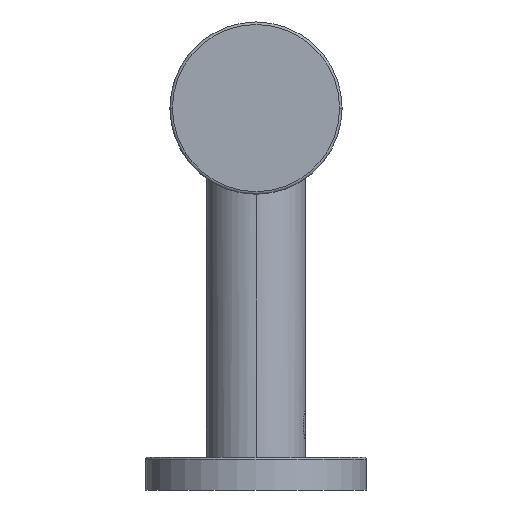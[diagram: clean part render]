
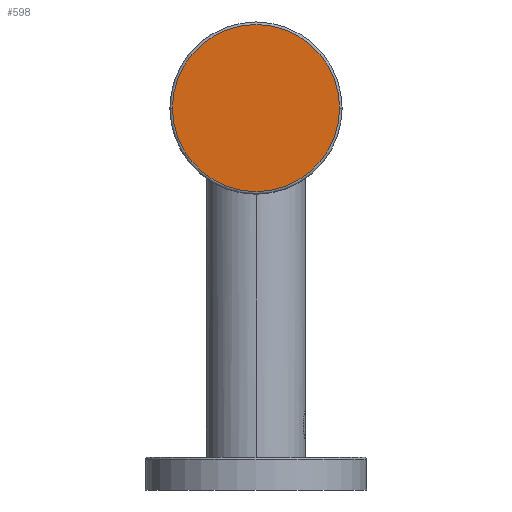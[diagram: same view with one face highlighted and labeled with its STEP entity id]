
A CAD part, left-side view. The second image highlights one B-rep face of the part: STEP entity #598.
In plain terms, the highlighted planar face has unit normal (-1, 0, 0).
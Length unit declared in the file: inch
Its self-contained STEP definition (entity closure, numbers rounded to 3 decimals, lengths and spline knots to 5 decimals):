
#477=CARTESIAN_POINT('',(-5.282,0.,0.));
#478=DIRECTION('',(-1.,0.,0.));
#479=DIRECTION('',(0.,1.,0.));
#480=AXIS2_PLACEMENT_3D('',#477,#478,#479);
#482=CARTESIAN_POINT('',(-5.282,0.,0.));
#483=DIRECTION('',(-1.,0.,0.));
#484=DIRECTION('',(0.,-1.,0.));
#485=AXIS2_PLACEMENT_3D('',#482,#483,#484);
#515=CARTESIAN_POINT('',(-5.282,0.66,0.));
#516=CARTESIAN_POINT('',(-5.282,-0.66,0.));
#517=VERTEX_POINT('',#515);
#518=VERTEX_POINT('',#516);
#588=CARTESIAN_POINT('',(-5.282,0.,0.));
#589=DIRECTION('',(1.,0.,0.));
#590=DIRECTION('',(0.,-1.,0.));
#591=AXIS2_PLACEMENT_3D('',#588,#589,#590);
#592=PLANE('',#591);
#594=ORIENTED_EDGE('',*,*,#593,.F.);
#595=ORIENTED_EDGE('',*,*,#578,.F.);
#596=EDGE_LOOP('',(#594,#595));
#597=FACE_OUTER_BOUND('',#596,.F.);
#598=ADVANCED_FACE('',(#597),#592,.F.);
#481=CIRCLE('',#480,0.66);
#486=CIRCLE('',#485,0.66);
#578=EDGE_CURVE('',#518,#517,#486,.T.);
#593=EDGE_CURVE('',#517,#518,#481,.T.);
